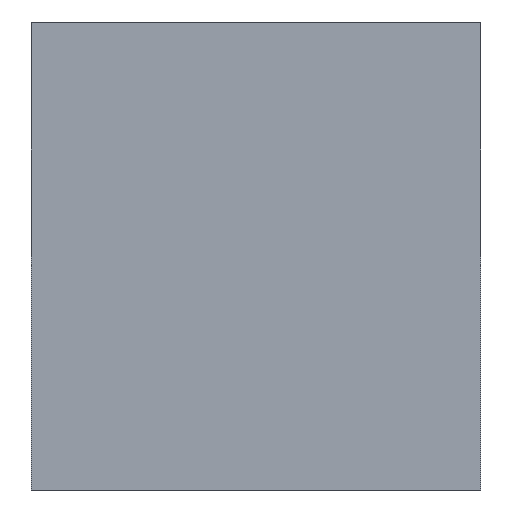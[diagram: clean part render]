
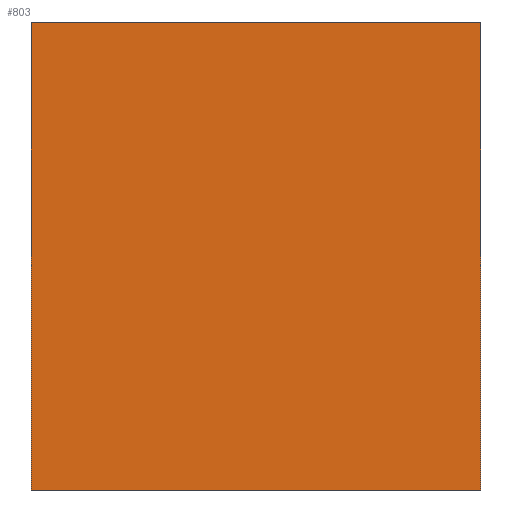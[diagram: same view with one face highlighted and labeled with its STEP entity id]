
A CAD part, left-side view. The second image highlights one B-rep face of the part: STEP entity #803.
In plain terms, the highlighted planar face has unit normal (-1, 0, 0).
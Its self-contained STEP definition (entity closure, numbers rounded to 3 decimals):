
#86 = DIRECTION ( 'NONE',  ( 0., -1., 0. ) ) ;
#117 = VECTOR ( 'NONE', #969, 1000. ) ;
#148 = CARTESIAN_POINT ( 'NONE',  ( -35., -24., -50. ) ) ;
#185 = DIRECTION ( 'NONE',  ( -1., 0., 0. ) ) ;
#243 = EDGE_LOOP ( 'NONE', ( #1293, #630, #1867, #1158 ) ) ;
#331 = DIRECTION ( 'NONE',  ( 0., 0., 1. ) ) ;
#382 = VERTEX_POINT ( 'NONE', #911 ) ;
#387 = DIRECTION ( 'NONE',  ( 0., 0., 1. ) ) ;
#535 = EDGE_CURVE ( 'NONE', #1918, #382, #1149, .T. ) ;
#630 = ORIENTED_EDGE ( 'NONE', *, *, #1506, .F. ) ;
#663 = CARTESIAN_POINT ( 'NONE',  ( -35., 24., -50. ) ) ;
#803 = ADVANCED_FACE ( 'NONE', ( #1265 ), #1795, .T. ) ;
#911 = CARTESIAN_POINT ( 'NONE',  ( -35., -24., 0. ) ) ;
#954 = AXIS2_PLACEMENT_3D ( 'NONE', #1449, #185, #387 ) ;
#963 = EDGE_CURVE ( 'NONE', #1067, #382, #2010, .T. ) ;
#969 = DIRECTION ( 'NONE',  ( 0., -1., 0. ) ) ;
#1000 = VECTOR ( 'NONE', #331, 1000. ) ;
#1003 = LINE ( 'NONE', #663, #1000 ) ;
#1006 = CARTESIAN_POINT ( 'NONE',  ( -35., -24., -50. ) ) ;
#1067 = VERTEX_POINT ( 'NONE', #1006 ) ;
#1149 = LINE ( 'NONE', #1856, #117 ) ;
#1158 = ORIENTED_EDGE ( 'NONE', *, *, #963, .T. ) ;
#1219 = CARTESIAN_POINT ( 'NONE',  ( -35., 24., 0. ) ) ;
#1265 = FACE_OUTER_BOUND ( 'NONE', #243, .T. ) ;
#1281 = VERTEX_POINT ( 'NONE', #1793 ) ;
#1293 = ORIENTED_EDGE ( 'NONE', *, *, #535, .F. ) ;
#1328 = LINE ( 'NONE', #2029, #1558 ) ;
#1416 = EDGE_CURVE ( 'NONE', #1281, #1067, #1328, .T. ) ;
#1449 = CARTESIAN_POINT ( 'NONE',  ( -35., -24., -50. ) ) ;
#1506 = EDGE_CURVE ( 'NONE', #1281, #1918, #1003, .T. ) ;
#1558 = VECTOR ( 'NONE', #86, 1000. ) ;
#1793 = CARTESIAN_POINT ( 'NONE',  ( -35., 24., -50. ) ) ;
#1795 = PLANE ( 'NONE',  #954 ) ;
#1852 = VECTOR ( 'NONE', #2089, 1000. ) ;
#1856 = CARTESIAN_POINT ( 'NONE',  ( -35., -24., 0. ) ) ;
#1867 = ORIENTED_EDGE ( 'NONE', *, *, #1416, .T. ) ;
#1918 = VERTEX_POINT ( 'NONE', #1219 ) ;
#2010 = LINE ( 'NONE', #148, #1852 ) ;
#2029 = CARTESIAN_POINT ( 'NONE',  ( -35., -24., -50. ) ) ;
#2089 = DIRECTION ( 'NONE',  ( 0., 0., 1. ) ) ;
